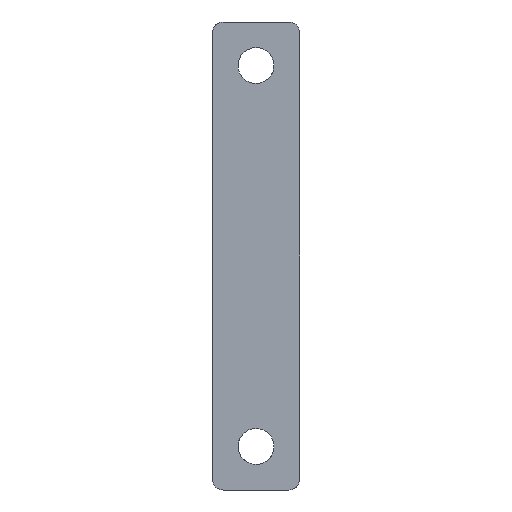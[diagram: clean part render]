
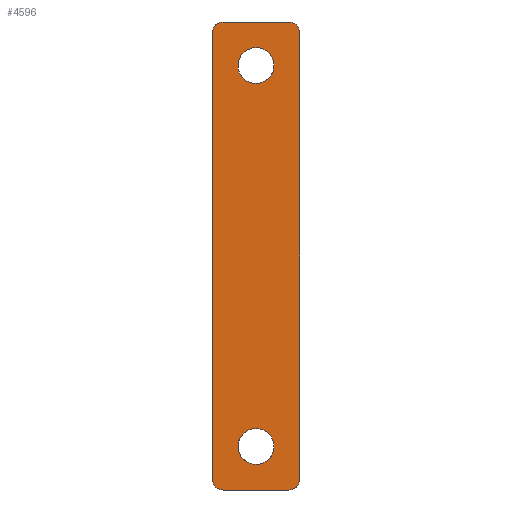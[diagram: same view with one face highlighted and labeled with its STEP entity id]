
A CAD part, left-side view. The second image highlights one B-rep face of the part: STEP entity #4596.
In plain terms, the highlighted free-form (B-spline) face has degree [1, 1] with [2, 2] control points.
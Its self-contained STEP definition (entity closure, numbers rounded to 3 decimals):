
#3202=CARTESIAN_POINT('',(16.109,0.887,0.));
#3203=VERTEX_POINT('',#3202);
#3209=CARTESIAN_POINT('',(19.15,0.0,0.0));
#3210=VERTEX_POINT('',#3209);
#3211=CARTESIAN_POINT('',(19.15,0.0,0.0));
#3212=CARTESIAN_POINT('',(19.15,1.65,0.0));
#3213=CARTESIAN_POINT('',(17.5,1.65,0.0));
#3214=CARTESIAN_POINT('',(16.595,1.65,0.0));
#3215=CARTESIAN_POINT('',(16.109,0.887,0.));
#3223=(BOUNDED_CURVE()B_SPLINE_CURVE(2,(#3211,#3212,#3213,#3214,#3215),.UNSPECIFIED.,.F.,.U.)B_SPLINE_CURVE_WITH_KNOTS((3,2,3),(0.0,0.25,0.408),.UNSPECIFIED.)CURVE()GEOMETRIC_REPRESENTATION_ITEM()RATIONAL_B_SPLINE_CURVE((1.0,0.707,1.0,0.815,0.864))REPRESENTATION_ITEM(''));
#3224=EDGE_CURVE('',#3210,#3203,#3223,.T.);
#3226=CARTESIAN_POINT('',(17.371,-1.645,0.));
#3227=VERTEX_POINT('',#3226);
#3228=CARTESIAN_POINT('',(17.371,-1.645,0.));
#3229=CARTESIAN_POINT('',(17.435,-1.65,0.0));
#3230=CARTESIAN_POINT('',(17.5,-1.65,0.0));
#3231=CARTESIAN_POINT('',(19.15,-1.65,0.0));
#3232=CARTESIAN_POINT('',(19.15,0.0,0.0));
#3240=(BOUNDED_CURVE()B_SPLINE_CURVE(2,(#3228,#3229,#3230,#3231,#3232),.UNSPECIFIED.,.F.,.U.)B_SPLINE_CURVE_WITH_KNOTS((3,2,3),(0.736,0.75,1.0),.UNSPECIFIED.)CURVE()GEOMETRIC_REPRESENTATION_ITEM()RATIONAL_B_SPLINE_CURVE((0.97,0.984,1.0,0.707,1.0))REPRESENTATION_ITEM(''));
#3241=EDGE_CURVE('',#3227,#3210,#3240,.T.);
#3345=CARTESIAN_POINT('',(15.85,0.0,0.0));
#3346=VERTEX_POINT('',#3345);
#3347=CARTESIAN_POINT('',(15.85,0.0,0.0));
#3348=CARTESIAN_POINT('',(15.85,-1.525,0.0));
#3349=CARTESIAN_POINT('',(17.371,-1.645,0.));
#3357=(BOUNDED_CURVE()B_SPLINE_CURVE(2,(#3347,#3348,#3349),.UNSPECIFIED.,.F.,.U.)B_SPLINE_CURVE_WITH_KNOTS((3,3),(0.5,0.736),.UNSPECIFIED.)CURVE()GEOMETRIC_REPRESENTATION_ITEM()RATIONAL_B_SPLINE_CURVE((1.0,0.723,0.97))REPRESENTATION_ITEM(''));
#3358=EDGE_CURVE('',#3346,#3227,#3357,.T.);
#3360=CARTESIAN_POINT('',(16.109,0.887,0.));
#3361=CARTESIAN_POINT('',(15.85,0.482,0.0));
#3362=CARTESIAN_POINT('',(15.85,0.0,0.0));
#3370=(BOUNDED_CURVE()B_SPLINE_CURVE(2,(#3360,#3361,#3362),.UNSPECIFIED.,.F.,.U.)B_SPLINE_CURVE_WITH_KNOTS((3,3),(0.408,0.5),.UNSPECIFIED.)CURVE()GEOMETRIC_REPRESENTATION_ITEM()RATIONAL_B_SPLINE_CURVE((0.864,0.892,1.0))REPRESENTATION_ITEM(''));
#3371=EDGE_CURVE('',#3203,#3346,#3370,.T.);
#3540=CARTESIAN_POINT('',(-17.312,1.639,0.));
#3541=VERTEX_POINT('',#3540);
#3547=CARTESIAN_POINT('',(-15.85,0.0,0.0));
#3548=VERTEX_POINT('',#3547);
#3549=CARTESIAN_POINT('',(-17.312,1.639,0.));
#3550=CARTESIAN_POINT('',(-15.85,1.471,0.0));
#3551=CARTESIAN_POINT('',(-15.85,0.0,0.0));
#3559=(BOUNDED_CURVE()B_SPLINE_CURVE(2,(#3549,#3550,#3551),.UNSPECIFIED.,.F.,.U.)B_SPLINE_CURVE_WITH_KNOTS((3,3),(0.27,0.5),.UNSPECIFIED.)CURVE()GEOMETRIC_REPRESENTATION_ITEM()RATIONAL_B_SPLINE_CURVE((0.957,0.73,1.0))REPRESENTATION_ITEM(''));
#3560=EDGE_CURVE('',#3541,#3548,#3559,.T.);
#3562=CARTESIAN_POINT('',(-17.399,-1.647,0.));
#3563=VERTEX_POINT('',#3562);
#3564=CARTESIAN_POINT('',(-15.85,0.0,0.0));
#3565=CARTESIAN_POINT('',(-15.85,-1.552,0.0));
#3566=CARTESIAN_POINT('',(-17.399,-1.647,0.));
#3574=(BOUNDED_CURVE()B_SPLINE_CURVE(2,(#3564,#3565,#3566),.UNSPECIFIED.,.F.,.U.)B_SPLINE_CURVE_WITH_KNOTS((3,3),(0.5,0.739),.UNSPECIFIED.)CURVE()GEOMETRIC_REPRESENTATION_ITEM()RATIONAL_B_SPLINE_CURVE((1.0,0.72,0.976))REPRESENTATION_ITEM(''));
#3575=EDGE_CURVE('',#3548,#3563,#3574,.T.);
#3674=CARTESIAN_POINT('',(-19.15,0.0,0.0));
#3675=VERTEX_POINT('',#3674);
#3676=CARTESIAN_POINT('',(-17.399,-1.647,0.));
#3677=CARTESIAN_POINT('',(-17.45,-1.65,0.0));
#3678=CARTESIAN_POINT('',(-17.5,-1.65,0.0));
#3679=CARTESIAN_POINT('',(-19.15,-1.65,0.0));
#3680=CARTESIAN_POINT('',(-19.15,0.0,0.0));
#3688=(BOUNDED_CURVE()B_SPLINE_CURVE(2,(#3676,#3677,#3678,#3679,#3680),.UNSPECIFIED.,.F.,.U.)B_SPLINE_CURVE_WITH_KNOTS((3,2,3),(0.739,0.75,1.0),.UNSPECIFIED.)CURVE()GEOMETRIC_REPRESENTATION_ITEM()RATIONAL_B_SPLINE_CURVE((0.976,0.988,1.0,0.707,1.0))REPRESENTATION_ITEM(''));
#3689=EDGE_CURVE('',#3563,#3675,#3688,.T.);
#3691=CARTESIAN_POINT('',(-19.15,0.0,0.0));
#3692=CARTESIAN_POINT('',(-19.15,1.65,0.0));
#3693=CARTESIAN_POINT('',(-17.5,1.65,0.0));
#3694=CARTESIAN_POINT('',(-17.406,1.65,0.0));
#3695=CARTESIAN_POINT('',(-17.312,1.639,0.));
#3703=(BOUNDED_CURVE()B_SPLINE_CURVE(2,(#3691,#3692,#3693,#3694,#3695),.UNSPECIFIED.,.F.,.U.)B_SPLINE_CURVE_WITH_KNOTS((3,2,3),(0.0,0.25,0.27),.UNSPECIFIED.)CURVE()GEOMETRIC_REPRESENTATION_ITEM()RATIONAL_B_SPLINE_CURVE((1.0,0.707,1.0,0.977,0.957))REPRESENTATION_ITEM(''));
#3704=EDGE_CURVE('',#3675,#3541,#3703,.T.);
#3904=CARTESIAN_POINT('',(21.5,3.0,0.0));
#3905=VERTEX_POINT('',#3904);
#3911=CARTESIAN_POINT('',(20.5,4.0,0.0));
#3912=VERTEX_POINT('',#3911);
#3913=CARTESIAN_POINT('',(20.5,4.0,0.0));
#3914=CARTESIAN_POINT('',(21.5,4.,0.0));
#3915=CARTESIAN_POINT('',(21.5,3.0,0.0));
#3923=(BOUNDED_CURVE()B_SPLINE_CURVE(2,(#3913,#3914,#3915),.UNSPECIFIED.,.F.,.U.)CURVE()GEOMETRIC_REPRESENTATION_ITEM()QUASI_UNIFORM_CURVE()RATIONAL_B_SPLINE_CURVE((1.0,0.707,1.0))REPRESENTATION_ITEM(''));
#3924=EDGE_CURVE('',#3912,#3905,#3923,.T.);
#3965=CARTESIAN_POINT('',(20.5,-4.0,0.0));
#3966=VERTEX_POINT('',#3965);
#3972=CARTESIAN_POINT('',(21.5,-3.0,0.0));
#3973=VERTEX_POINT('',#3972);
#3974=CARTESIAN_POINT('',(21.5,-3.0,0.0));
#3975=CARTESIAN_POINT('',(21.5,-4.,0.0));
#3976=CARTESIAN_POINT('',(20.5,-4.0,0.0));
#3984=(BOUNDED_CURVE()B_SPLINE_CURVE(2,(#3974,#3975,#3976),.UNSPECIFIED.,.F.,.U.)CURVE()GEOMETRIC_REPRESENTATION_ITEM()QUASI_UNIFORM_CURVE()RATIONAL_B_SPLINE_CURVE((1.0,0.707,1.0))REPRESENTATION_ITEM(''));
#3985=EDGE_CURVE('',#3973,#3966,#3984,.T.);
#4009=CARTESIAN_POINT('',(-21.5,3.0,0.0));
#4010=VERTEX_POINT('',#4009);
#4011=CARTESIAN_POINT('',(-20.5,4.0,0.0));
#4012=VERTEX_POINT('',#4011);
#4013=CARTESIAN_POINT('',(-21.5,3.0,0.0));
#4014=CARTESIAN_POINT('',(-21.5,4.,0.0));
#4015=CARTESIAN_POINT('',(-20.5,4.0,0.0));
#4023=(BOUNDED_CURVE()B_SPLINE_CURVE(2,(#4013,#4014,#4015),.UNSPECIFIED.,.F.,.U.)CURVE()GEOMETRIC_REPRESENTATION_ITEM()QUASI_UNIFORM_CURVE()RATIONAL_B_SPLINE_CURVE((1.0,0.707,1.0))REPRESENTATION_ITEM(''));
#4024=EDGE_CURVE('',#4010,#4012,#4023,.T.);
#4070=CARTESIAN_POINT('',(-20.5,-4.0,0.0));
#4071=VERTEX_POINT('',#4070);
#4072=CARTESIAN_POINT('',(-21.5,-3.0,0.0));
#4073=VERTEX_POINT('',#4072);
#4074=CARTESIAN_POINT('',(-20.5,-4.0,0.0));
#4075=CARTESIAN_POINT('',(-21.5,-4.,0.0));
#4076=CARTESIAN_POINT('',(-21.5,-3.0,0.0));
#4084=(BOUNDED_CURVE()B_SPLINE_CURVE(2,(#4074,#4075,#4076),.UNSPECIFIED.,.F.,.U.)CURVE()GEOMETRIC_REPRESENTATION_ITEM()QUASI_UNIFORM_CURVE()RATIONAL_B_SPLINE_CURVE((1.0,0.707,1.0))REPRESENTATION_ITEM(''));
#4085=EDGE_CURVE('',#4071,#4073,#4084,.T.);
#4446=CARTESIAN_POINT('',(20.5,4.0,0.0));
#4447=CARTESIAN_POINT('',(-20.5,4.0,0.0));
#4448=QUASI_UNIFORM_CURVE('',1,(#4446,#4447),.UNSPECIFIED.,.F.,.U.);
#4449=EDGE_CURVE('',#3912,#4012,#4448,.T.);
#4514=CARTESIAN_POINT('',(20.5,-4.0,0.0));
#4515=CARTESIAN_POINT('',(-20.5,-4.0,0.0));
#4516=QUASI_UNIFORM_CURVE('',1,(#4514,#4515),.UNSPECIFIED.,.F.,.U.);
#4517=EDGE_CURVE('',#3966,#4071,#4516,.T.);
#4561=CARTESIAN_POINT('',(23.648,-4.4,0.0));
#4562=CARTESIAN_POINT('',(-23.648,-4.4,0.0));
#4563=CARTESIAN_POINT('',(23.648,4.4,0.0));
#4564=CARTESIAN_POINT('',(-23.648,4.4,0.0));
#4565=B_SPLINE_SURFACE_WITH_KNOTS('',1,1,((#4561,#4563),(#4562,#4564)),.UNSPECIFIED.,.F.,.F.,.U.,(2,2),(2,2),(0.0,47.296),(0.0,8.799),.UNSPECIFIED.);
#4566=ORIENTED_EDGE('',*,*,#4517,.T.);
#4567=ORIENTED_EDGE('',*,*,#4085,.T.);
#4568=CARTESIAN_POINT('',(-21.5,-3.0,0.0));
#4569=CARTESIAN_POINT('',(-21.5,3.0,0.0));
#4570=QUASI_UNIFORM_CURVE('',1,(#4568,#4569),.UNSPECIFIED.,.F.,.U.);
#4571=EDGE_CURVE('',#4073,#4010,#4570,.T.);
#4572=ORIENTED_EDGE('',*,*,#4571,.T.);
#4573=ORIENTED_EDGE('',*,*,#4024,.T.);
#4574=ORIENTED_EDGE('',*,*,#4449,.F.);
#4575=ORIENTED_EDGE('',*,*,#3924,.T.);
#4576=CARTESIAN_POINT('',(21.5,-3.0,0.0));
#4577=CARTESIAN_POINT('',(21.5,3.0,0.0));
#4578=QUASI_UNIFORM_CURVE('',1,(#4576,#4577),.UNSPECIFIED.,.F.,.U.);
#4579=EDGE_CURVE('',#3973,#3905,#4578,.T.);
#4580=ORIENTED_EDGE('',*,*,#4579,.F.);
#4581=ORIENTED_EDGE('',*,*,#3985,.T.);
#4582=EDGE_LOOP('',(#4566,#4567,#4572,#4573,#4574,#4575,#4580,#4581));
#4583=FACE_OUTER_BOUND('',#4582,.T.);
#4584=ORIENTED_EDGE('',*,*,#3575,.F.);
#4585=ORIENTED_EDGE('',*,*,#3560,.F.);
#4586=ORIENTED_EDGE('',*,*,#3704,.F.);
#4587=ORIENTED_EDGE('',*,*,#3689,.F.);
#4588=EDGE_LOOP('',(#4584,#4585,#4586,#4587));
#4589=FACE_BOUND('',#4588,.T.);
#4590=ORIENTED_EDGE('',*,*,#3358,.T.);
#4591=ORIENTED_EDGE('',*,*,#3241,.T.);
#4592=ORIENTED_EDGE('',*,*,#3224,.T.);
#4593=ORIENTED_EDGE('',*,*,#3371,.T.);
#4594=EDGE_LOOP('',(#4590,#4591,#4592,#4593));
#4595=FACE_BOUND('',#4594,.T.);
#4596=ADVANCED_FACE('',(#4583,#4589,#4595),#4565,.T.);
